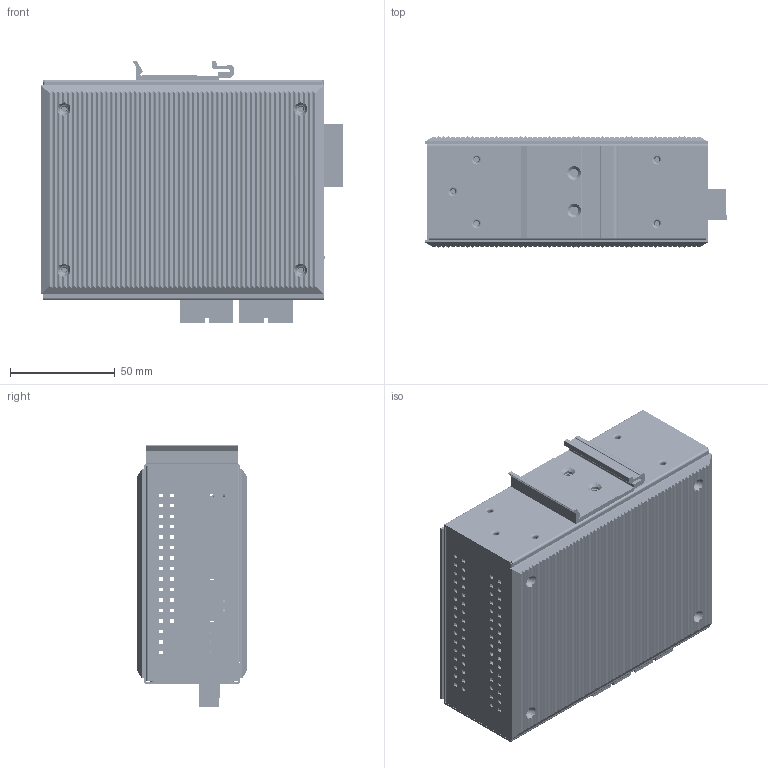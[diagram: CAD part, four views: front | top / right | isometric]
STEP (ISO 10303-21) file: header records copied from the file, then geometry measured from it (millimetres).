
FILE_DESCRIPTION((''),'2;1');
FILE_NAME('EDS-408A_ASM','2018-03-30T',('YoungMH_Yang'),('PTC'),'PRO/ENGINEER BY PARAMETRIC TECHNOLOGY CORPORATION, 2017170','PRO/ENGINEER BY PARAMETRIC TECHNOLOGY CORPORATION, 2017170','');
FILE_SCHEMA(('AUTOMOTIVE_DESIGN { 1 0 10303 214 1 1 1 1 }'));
Products named in the file (28): M3-SO-L3; EDS-508_LEFT-ALMINUM; EDS-508_RIGHT-ALMINUM; DIN_RAIL-KIT; TERMINAL_6PIN; TERMINAL_6PIN_ASM; EDS-408A-MAIN-PCB; RM3-109ATDVF-; FIBER_SC; DIP_SEITCH_8PIN; 1126411100216_10P-RJ; 1111000003000_TERMINAL_M_6P; PCB-TERMINAL_PCB-2; 1402310010310_STANDOFF_OD4-2; 3012168101-; 1_____3_05; 3012168101_ASM; EDS-408A-MAIN-PCB_ASSY_ASM; EDS-408A_BOT-COVER; EDS-408A_BOT-COVER_ASSY_ASM; 1106620403210_LED_2X4; 1106999994500_LED_1X2; 1106520111216_LED_1X1; EDS-408A-LED-PCB_ASSY_ASM; EDS-408A_TOP_2FIBER; EDS-408A_TOP-COVER_ASSY_ASM; EDS-408A_TOP_COVER_ASSY_ASM; EDS-408A_ASM
Assembly tree (35 placements, depth 4):
  EDS-408A_ASM
    M3-SO-L3  x4
    EDS-508_LEFT-ALMINUM
    EDS-508_RIGHT-ALMINUM
    DIN_RAIL-KIT
    TERMINAL_6PIN_ASM
      TERMINAL_6PIN
    EDS-408A-MAIN-PCB_ASSY_ASM
      EDS-408A-MAIN-PCB
      RM3-109ATDVF-  x3
      FIBER_SC  x2
      DIP_SEITCH_8PIN
      1126411100216_10P-RJ
      1111000003000_TERMINAL_M_6P
      PCB-TERMINAL_PCB-2
      1402310010310_STANDOFF_OD4-2
      3012168101_ASM
        3012168101-
        1_____3_05
    EDS-408A_BOT-COVER_ASSY_ASM
      EDS-408A_BOT-COVER
    EDS-408A-LED-PCB_ASSY_ASM
      1106620403210_LED_2X4
      1106999994500_LED_1X2  x2
      1106520111216_LED_1X1  x2
    EDS-408A_TOP_COVER_ASSY_ASM
      EDS-408A_TOP-COVER_ASSY_ASM
        EDS-408A_TOP_2FIBER
Bounding box: 144.19 x 52.98 x 124.7 mm (x, y, z)
Volume: 188015.6 mm3; surface area: 254340.2 mm2
Topology: 131 solids, 139 shells, 10461 faces, 27939 edges, 17690 vertices
Faces by surface type: plane 7454, cylinder 2270, torus 334, bspline 229, sphere 96, cone 78
Entity records: 178774 total; most frequent: CARTESIAN_POINT 33527, ORIENTED_EDGE 26884, DIRECTION 24965, EDGE_CURVE 13453, VECTOR 10335, LINE 10335, VERTEX_POINT 8554, AXIS2_PLACEMENT_3D 7315
